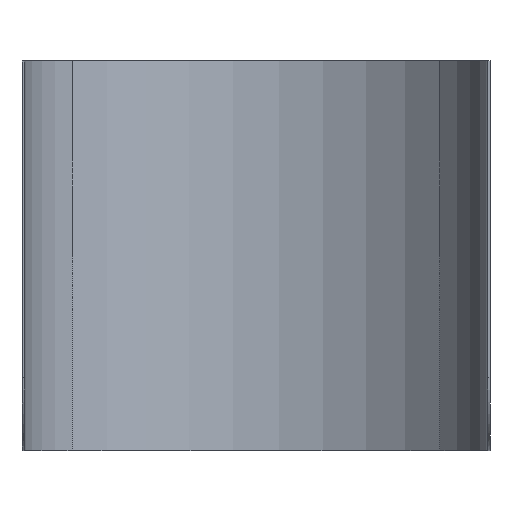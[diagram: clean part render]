
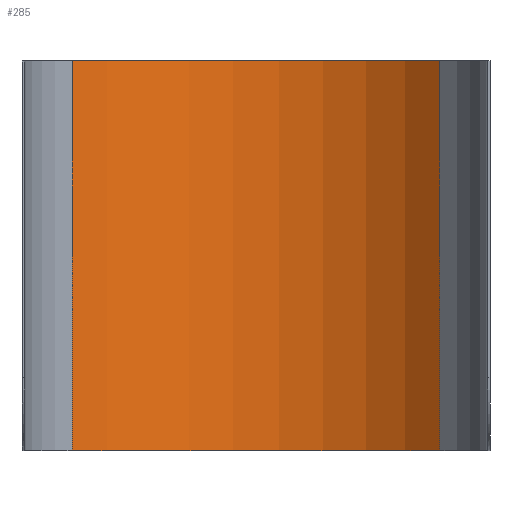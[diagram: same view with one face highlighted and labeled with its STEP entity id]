
A CAD part, front view. The second image highlights one B-rep face of the part: STEP entity #285.
In plain terms, the highlighted cylindrical face has radius 125.3 mm (diameter 250.599 mm), a partial arc.
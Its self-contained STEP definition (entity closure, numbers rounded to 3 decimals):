
#101=CARTESIAN_POINT('Vertex',(-87.187,89.991,185.)) ;
#134=CARTESIAN_POINT('Vertex',(-87.187,89.991,0.)) ;
#137=CARTESIAN_POINT('Line Origine',(-87.187,89.991,92.5)) ;
#201=CARTESIAN_POINT('Vertex',(87.187,89.991,0.)) ;
#204=CARTESIAN_POINT('Axis2P3D Location',(0.,0.,0.)) ;
#262=CARTESIAN_POINT('Axis2P3D Location',(0.,0.,92.5)) ;
#267=CARTESIAN_POINT('Line Origine',(87.187,89.991,92.5)) ;
#271=CARTESIAN_POINT('Vertex',(87.187,89.991,185.)) ;
#274=CARTESIAN_POINT('Axis2P3D Location',(0.,0.,185.)) ;
#138=DIRECTION('Vector Direction',(0.,0.,-1.)) ;
#205=DIRECTION('Axis2P3D Direction',(0.,0.,1.)) ;
#263=DIRECTION('Axis2P3D Direction',(0.,0.,1.)) ;
#264=DIRECTION('Axis2P3D XDirection',(0.878,0.479,0.)) ;
#268=DIRECTION('Vector Direction',(0.,0.,1.)) ;
#275=DIRECTION('Axis2P3D Direction',(0.,0.,1.)) ;
#206=AXIS2_PLACEMENT_3D('Circle Axis2P3D',#204,#205,$) ;
#265=AXIS2_PLACEMENT_3D('Cylinder Axis2P3D',#262,#263,#264) ;
#276=AXIS2_PLACEMENT_3D('Circle Axis2P3D',#274,#275,$) ;
#280=ORIENTED_EDGE('',*,*,#208,.T.) ;
#281=ORIENTED_EDGE('',*,*,#273,.F.) ;
#282=ORIENTED_EDGE('',*,*,#278,.F.) ;
#283=ORIENTED_EDGE('',*,*,#141,.T.) ;
#139=VECTOR('Line Direction',#138,1.) ;
#269=VECTOR('Line Direction',#268,1.) ;
#285=ADVANCED_FACE('PartBody',(#284),#266,.F.) ;
#207=CIRCLE('generated circle',#206,125.3) ;
#277=CIRCLE('generated circle',#276,125.3) ;
#266=CYLINDRICAL_SURFACE('generated cylinder',#265,125.3) ;
#141=EDGE_CURVE('',#102,#135,#140,.T.) ;
#208=EDGE_CURVE('',#135,#202,#207,.F.) ;
#273=EDGE_CURVE('',#272,#202,#270,.F.) ;
#278=EDGE_CURVE('',#102,#272,#277,.F.) ;
#279=EDGE_LOOP('',(#280,#281,#282,#283)) ;
#284=FACE_OUTER_BOUND('',#279,.T.) ;
#140=LINE('Line',#137,#139) ;
#270=LINE('Line',#267,#269) ;
#102=VERTEX_POINT('',#101) ;
#135=VERTEX_POINT('',#134) ;
#202=VERTEX_POINT('',#201) ;
#272=VERTEX_POINT('',#271) ;
